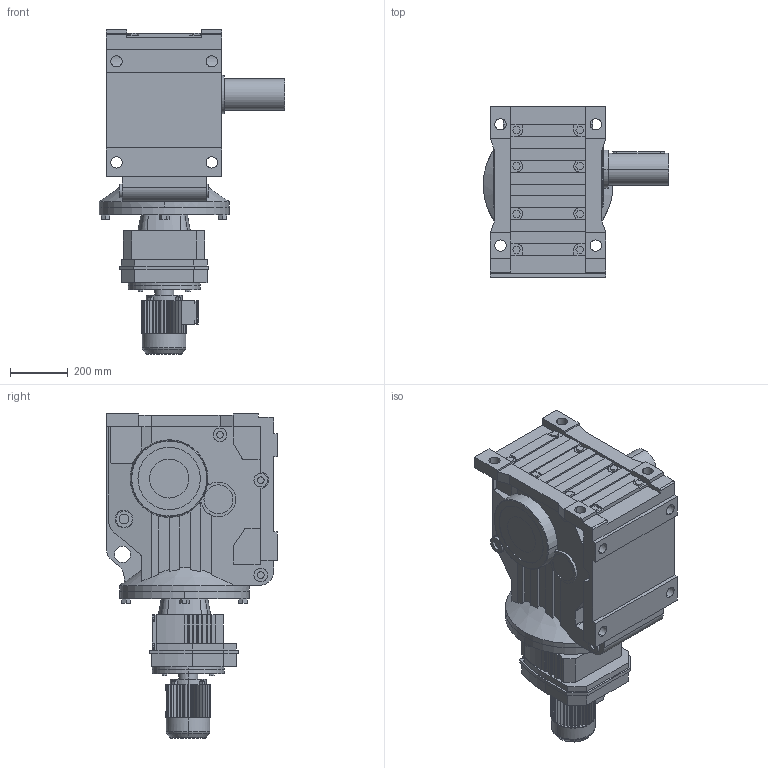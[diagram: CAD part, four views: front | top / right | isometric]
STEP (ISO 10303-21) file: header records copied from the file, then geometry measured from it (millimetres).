
FILE_DESCRIPTION(('Open CASCADE Model'),'2;1');
FILE_NAME('Open CASCADE Shape Model','2019-08-19T15:01:40',('Author'),( 'Open CASCADE'),'Open CASCADE STEP processor 6.3','Open CASCADE 6.3' ,'Unknown');
FILE_SCHEMA(('AUTOMOTIVE_DESIGN_CC2 { 1 2 10303 214 -1 1 5 4 }'));
Length unit declared in the file: millimetre
Products named in the file (5): 1_KC127RC87-YS80-A; K37‵157_127.step; 萇儂_250_YS80.step; R_127_87.step; す瑩妗陑粣K_127_K.step
Assembly tree (4 placements, depth 2):
  1_KC127RC87-YS80-A
    K37‵157_127.step
    萇儂_250_YS80.step
    R_127_87.step
    す瑩妗陑粣K_127_K.step
Bounding box: 643 x 592 x 1125 mm (x, y, z)
Volume: 127790387.5 mm3; surface area: 3447229.2 mm2
Topology: 4 solids, 4 shells, 1161 faces, 3118 edges, 2034 vertices
Faces by surface type: plane 800, cylinder 323, cone 30, torus 8
Entity records: 90311 total; most frequent: CARTESIAN_POINT 31444, DIRECTION 9993, ORIENTED_EDGE 6232, PCURVE 6232, DEFINITIONAL_REPRESENTATION 6232, LINE 5688, VECTOR 5688, EDGE_CURVE 3116
